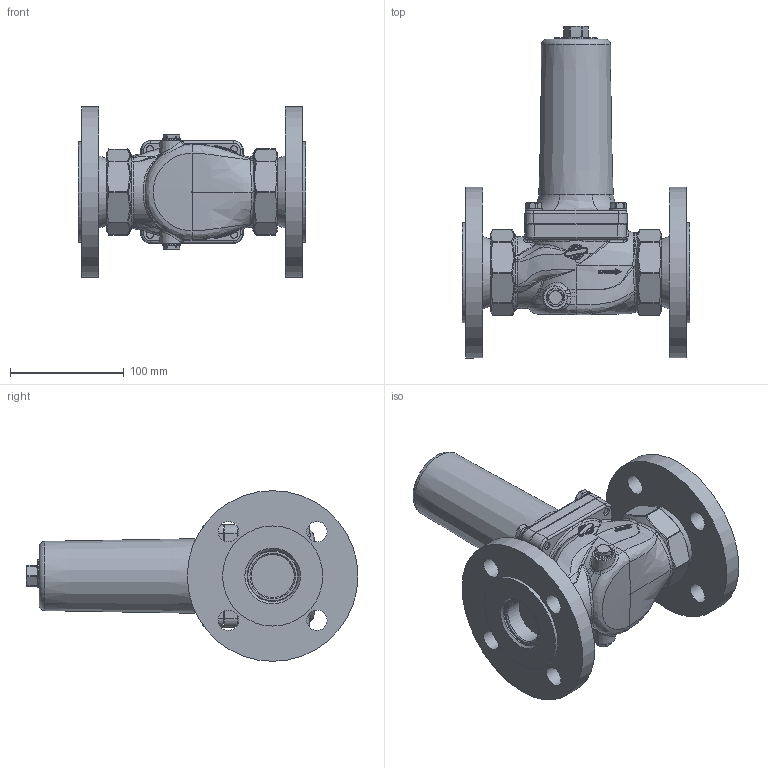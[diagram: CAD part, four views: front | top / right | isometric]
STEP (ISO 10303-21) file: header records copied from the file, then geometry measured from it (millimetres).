
FILE_DESCRIPTION(/* description */ (''),/* implementation_level */ '2;1');
FILE_NAME(/* name */ '083206-000A0.stp',/* time_stamp */ '2022-07-08T09:01:18+02:00',/* author */ ('junkers'),/* organization */ (''),/* preprocessor_version */ 'ST-DEVELOPER v19',/* originating_system */ 'Autodesk Inventor 2023',/* authorisation */ '');
FILE_SCHEMA (('AUTOMOTIVE_DESIGN { 1 0 10303 214 3 1 1 }'));
Products named in the file (1): 083206-step
Bounding box: 200 x 291.77 x 150 mm (x, y, z)
Volume: 1889373.4 mm3; surface area: 184082 mm2
Topology: 1 solids, 2 shells, 928 faces, 2284 edges, 1381 vertices
Faces by surface type: bspline 315, cylinder 226, plane 213, cone 91, sphere 45, torus 38
Full cylindrical faces by diameter (mm): 3 x1, 6.647 x4, 8 x4, 8.5 x4, 10 x3, 10.106 x1, 16.5 x2, 18 x8, 20 x1, 38 x2, 44.85 x2, 83.4 x1, 83.5 x1, 88 x2, 150 x2
Entity records: 42301 total; most frequent: CARTESIAN_POINT 22615, ORIENTED_EDGE 4546, DIRECTION 3442, EDGE_CURVE 2273, AXIS2_PLACEMENT_3D 1455, VERTEX_POINT 1380, EDGE_LOOP 999, FACE_OUTER_BOUND 928
